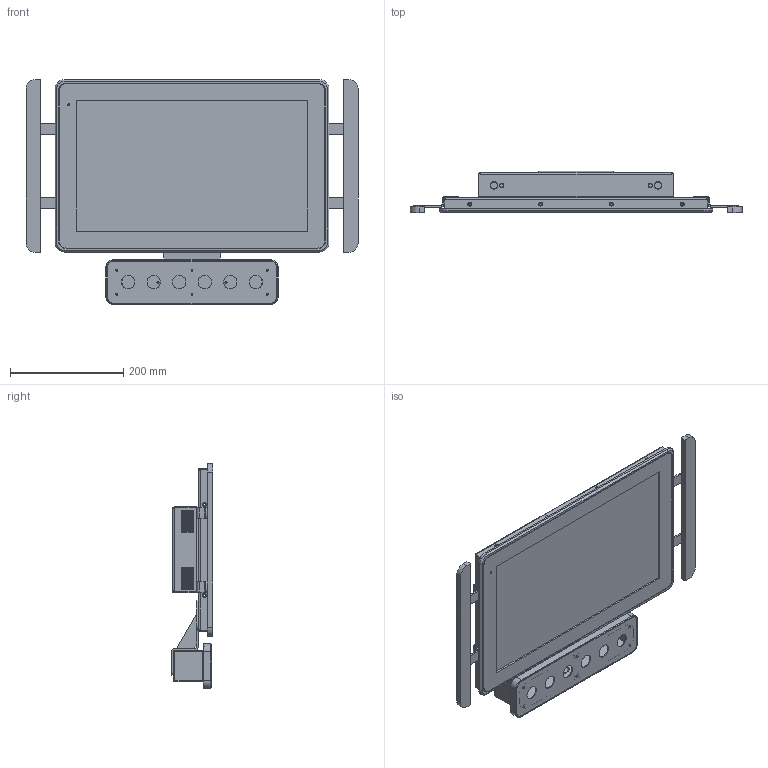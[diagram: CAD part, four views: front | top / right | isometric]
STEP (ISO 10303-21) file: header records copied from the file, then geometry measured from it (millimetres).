
FILE_DESCRIPTION (( 'STEP AP203' ), '1' );
FILE_NAME ('506-02115.STEP', '2025-02-18T16:39:28', ( 'Proprietaire' ), ( '' ), 'SwSTEP 2.0', 'SolidWorks 2022', '' );
FILE_SCHEMA (( 'CONFIG_CONTROL_DESIGN' ));
Length unit declared in the file: millimetre
Products named in the file (1): 506-02115
Bounding box: 585.62 x 73.2 x 397 mm (x, y, z)
Volume: 1071408.7 mm3; surface area: 1002760.6 mm2
Topology: 5 solids, 5 shells, 1651 faces, 4490 edges, 2882 vertices
Faces by surface type: plane 855, cylinder 704, cone 60, bspline 32
Full cylindrical faces by diameter (mm): 2.705 x30, 3 x1, 3.175 x8, 3.4 x6, 3.5 x6, 3.6 x4, 3.658 x2, 3.797 x50, 4.216 x2, 4.762 x2, 4.763 x34, 5.4 x4, 6.6 x2, 11.989 x1, 23.5 x6
Entity records: 52821 total; most frequent: CARTESIAN_POINT 10310, DIRECTION 8830, ORIENTED_EDGE 8448, EDGE_CURVE 4224, AXIS2_PLACEMENT_3D 3058, VERTEX_POINT 2818, VECTOR 2714, LINE 2714
